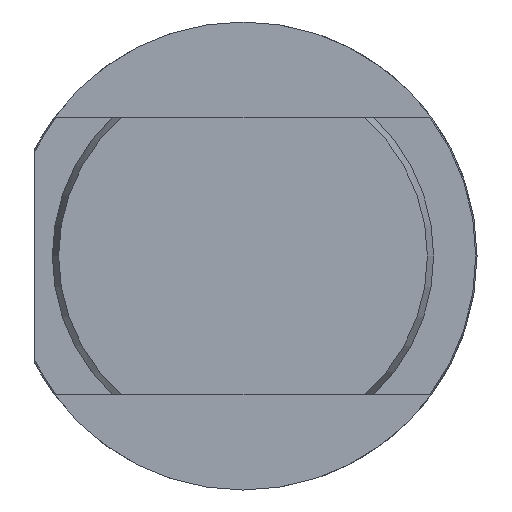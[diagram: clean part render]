
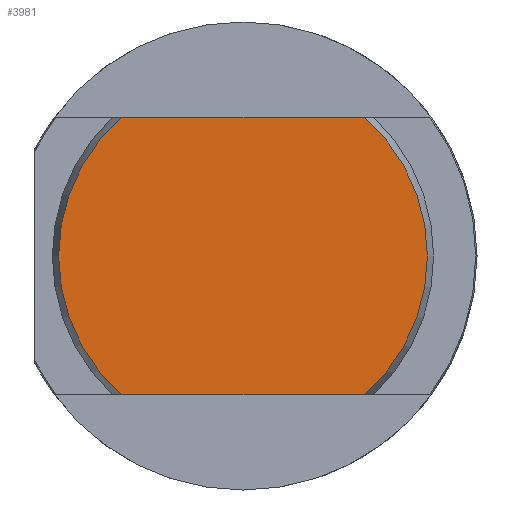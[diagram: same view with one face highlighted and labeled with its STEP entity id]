
A CAD part, left-side view. The second image highlights one B-rep face of the part: STEP entity #3981.
In plain terms, the highlighted planar face has unit normal (-1, 0, 0).
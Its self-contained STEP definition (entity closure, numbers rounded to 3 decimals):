
#576 = ORIENTED_EDGE ( 'NONE', *, *, #1513, .F. ) ;
#577 = ORIENTED_EDGE ( 'NONE', *, *, #1447, .T. ) ;
#578 = ORIENTED_EDGE ( 'NONE', *, *, #1446, .F. ) ;
#579 = ORIENTED_EDGE ( 'NONE', *, *, #1514, .T. ) ;
#799 = EDGE_LOOP ( 'NONE', ( #579, #578, #577, #576 ) ) ;
#1172 = CARTESIAN_POINT ( 'NONE',  ( 0., 0., 0. ) ) ;
#1173 = PLANE ( 'NONE',  #1961 ) ;
#1175 = DIRECTION ( 'NONE',  ( 1., 0., 0. ) ) ;
#1176 = DIRECTION ( 'NONE',  ( 0., 0., -1. ) ) ;
#1446 = EDGE_CURVE ( 'NONE', #2135, #2139, #3474, .T. ) ;
#1447 = EDGE_CURVE ( 'NONE', #2135, #2196, #3450, .T. ) ;
#1513 = EDGE_CURVE ( 'NONE', #2159, #2196, #3477, .T. ) ;
#1514 = EDGE_CURVE ( 'NONE', #2159, #2139, #3439, .T. ) ;
#1728 = AXIS2_PLACEMENT_3D ( 'NONE', #2275, #2282, #2283 ) ;
#1762 = AXIS2_PLACEMENT_3D ( 'NONE', #2444, #2460, #2461 ) ;
#1961 = AXIS2_PLACEMENT_3D ( 'NONE', #1172, #1175, #1176 ) ;
#2135 = VERTEX_POINT ( 'NONE', #3200 ) ;
#2139 = VERTEX_POINT ( 'NONE', #3204 ) ;
#2159 = VERTEX_POINT ( 'NONE', #3224 ) ;
#2196 = VERTEX_POINT ( 'NONE', #3261 ) ;
#2275 = CARTESIAN_POINT ( 'NONE',  ( 0., 0., 0. ) ) ;
#2279 = CARTESIAN_POINT ( 'NONE',  ( 0., 12.75, -8. ) ) ;
#2280 = DIRECTION ( 'NONE',  ( 0., 1., 0. ) ) ;
#2282 = DIRECTION ( 'NONE',  ( -1., 0., 0. ) ) ;
#2283 = DIRECTION ( 'NONE',  ( 0., 0., -1. ) ) ;
#2444 = CARTESIAN_POINT ( 'NONE',  ( 0., 0., 0. ) ) ;
#2457 = CARTESIAN_POINT ( 'NONE',  ( 0., 12.75, 8. ) ) ;
#2458 = DIRECTION ( 'NONE',  ( 0., -1., 0. ) ) ;
#2460 = DIRECTION ( 'NONE',  ( -1., 0., 0. ) ) ;
#2461 = DIRECTION ( 'NONE',  ( 0., 0., -1. ) ) ;
#3200 = CARTESIAN_POINT ( 'NONE',  ( 0., -7.009, -8. ) ) ;
#3204 = CARTESIAN_POINT ( 'NONE',  ( 0., 7.009, -8. ) ) ;
#3224 = CARTESIAN_POINT ( 'NONE',  ( 0., 7.009, 8. ) ) ;
#3261 = CARTESIAN_POINT ( 'NONE',  ( 0., -7.009, 8. ) ) ;
#3362 = VECTOR ( 'NONE', #2458, 1000. ) ;
#3412 = VECTOR ( 'NONE', #2280, 1000. ) ;
#3439 = CIRCLE ( 'NONE', #1762, 10.636 ) ;
#3450 = CIRCLE ( 'NONE', #1728, 10.636 ) ;
#3474 = LINE ( 'NONE', #2279, #3412 ) ;
#3477 = LINE ( 'NONE', #2457, #3362 ) ;
#3769 = FACE_OUTER_BOUND ( 'NONE', #799, .T. ) ;
#3981 = ADVANCED_FACE ( 'NONE', ( #3769 ), #1173, .F. ) ;
